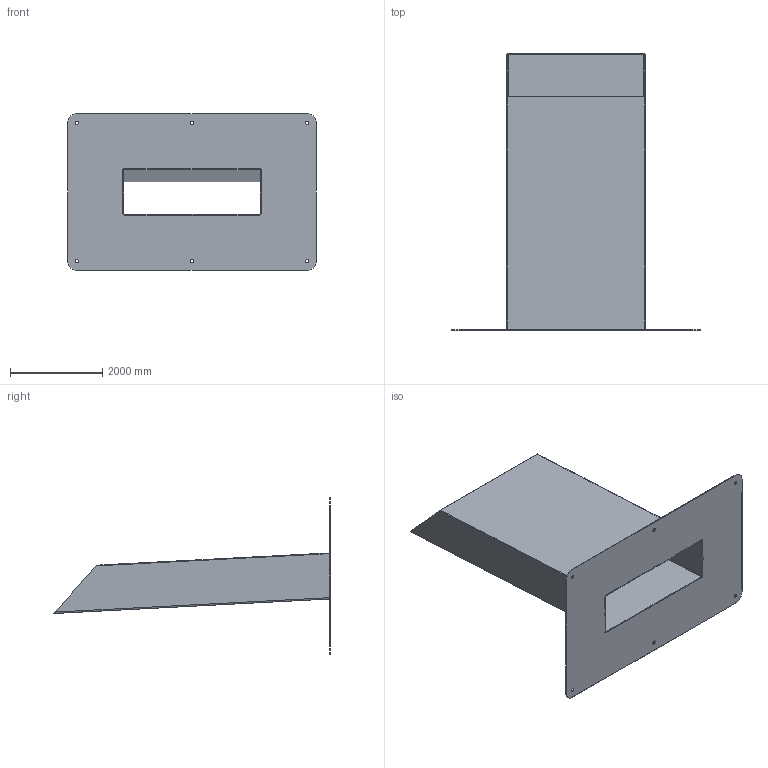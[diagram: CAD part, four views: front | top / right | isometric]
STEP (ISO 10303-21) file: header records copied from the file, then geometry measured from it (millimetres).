
FILE_DESCRIPTION(/* description */ (''),/* implementation_level */ '2;1');
FILE_NAME(/* name */ '19041.000X_3D.stp',/* time_stamp */ '2024-12-12T07:52:49+01:00',/* author */ ('CAD'),/* organization */ (''),/* preprocessor_version */ 'ST-DEVELOPER v20',/* originating_system */ 'AutoCAD Mechanical',/* authorisation */ '');
FILE_SCHEMA (('AUTOMOTIVE_DESIGN { 1 0 10303 214 3 1 1 }'));
Length unit declared in the file: centimetre
Products named in the file (2): Product; *S0
Assembly tree (1 placements, depth 2):
  Product
    *S0
Bounding box: 5400 x 6015 x 3400 mm (x, y, z)
Volume: 887358568.3 mm3; surface area: 119297621.3 mm2
Topology: 3 solids, 3 shells, 188 faces, 547 edges, 366 vertices
Faces by surface type: plane 170, cylinder 18
Full cylindrical faces by diameter (mm): 70 x6
Entity records: 6208 total; most frequent: CARTESIAN_POINT 1104, ORIENTED_EDGE 1092, DIRECTION 965, EDGE_CURVE 546, LINE 511, VECTOR 511, VERTEX_POINT 364, AXIS2_PLACEMENT_3D 227
